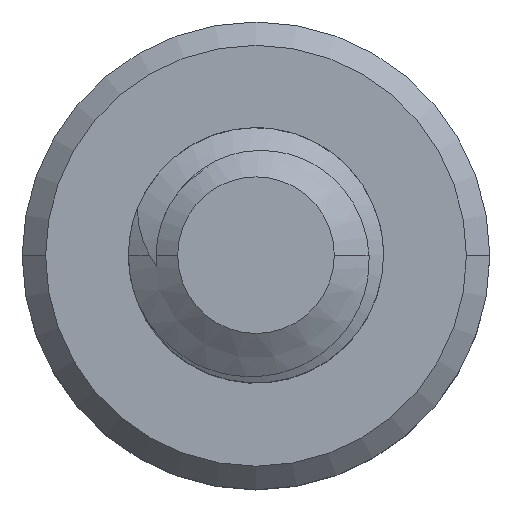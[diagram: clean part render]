
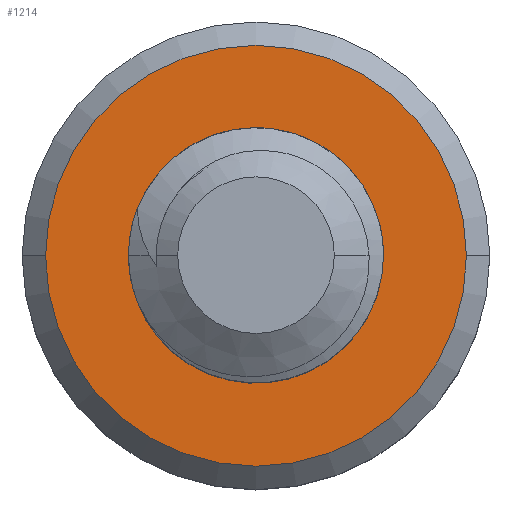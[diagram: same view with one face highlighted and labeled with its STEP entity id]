
A CAD part, top view. The second image highlights one B-rep face of the part: STEP entity #1214.
In plain terms, the highlighted planar face has unit normal (0, 0, 1).
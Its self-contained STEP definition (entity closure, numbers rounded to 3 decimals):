
#64 = B_SPLINE_CURVE_WITH_KNOTS ( 'NONE', 3,
 ( #2483, #1171, #2706, #1398, #104, #1612, #316, #1833, #522, #2042, #743, #2272, #955, #2496, #1182, #2713 ),
 .UNSPECIFIED., .F., .F.,
 ( 4, 2, 2, 2, 2, 2, 2, 4 ),
 ( 0., 0., 0.001, 0.001, 0.002, 0.002, 0.003, 0.003 ),
 .UNSPECIFIED. ) ;
#104 = CARTESIAN_POINT ( 'NONE',  ( -0.649, -1.077, -4. ) ) ;
#117 = EDGE_CURVE ( 'NONE', #1822, #232, #2590, .T. ) ;
#188 = DIRECTION ( 'NONE',  ( 0., 0., -1. ) ) ;
#232 = VERTEX_POINT ( 'NONE', #1982 ) ;
#256 = CARTESIAN_POINT ( 'NONE',  ( 0.84, 1.143, -4. ) ) ;
#265 = EDGE_CURVE ( 'NONE', #726, #1086, #64, .T. ) ;
#291 = EDGE_CURVE ( 'NONE', #942, #726, #2308, .T. ) ;
#316 = CARTESIAN_POINT ( 'NONE',  ( -0.98, -0.856, -4. ) ) ;
#351 = ORIENTED_EDGE ( 'NONE', *, *, #265, .T. ) ;
#357 = CARTESIAN_POINT ( 'NONE',  ( 0., 0., -4. ) ) ;
#377 = ORIENTED_EDGE ( 'NONE', *, *, #1614, .F. ) ;
#440 = CARTESIAN_POINT ( 'NONE',  ( 0.266, 1.478, -4. ) ) ;
#464 = CARTESIAN_POINT ( 'NONE',  ( 1.095, 0.838, -4. ) ) ;
#498 = CARTESIAN_POINT ( 'NONE',  ( 0., 1.5, -4. ) ) ;
#522 = CARTESIAN_POINT ( 'NONE',  ( -1.226, -0.541, -4. ) ) ;
#524 = CIRCLE ( 'NONE', #2364, 1.5 ) ;
#568 = DIRECTION ( 'NONE',  ( -1., 0., 0. ) ) ;
#637 = VERTEX_POINT ( 'NONE', #498 ) ;
#661 = AXIS2_PLACEMENT_3D ( 'NONE', #2367, #1052, #2589 ) ;
#678 = CARTESIAN_POINT ( 'NONE',  ( 1.301, 0.351, -4. ) ) ;
#726 = VERTEX_POINT ( 'NONE', #1437 ) ;
#731 = AXIS2_PLACEMENT_3D ( 'NONE', #1149, #2685, #1375 ) ;
#743 = CARTESIAN_POINT ( 'NONE',  ( -1.423, 0.097, -4. ) ) ;
#794 = AXIS2_PLACEMENT_3D ( 'NONE', #1041, #188, #1707 ) ;
#833 = FACE_OUTER_BOUND ( 'NONE', #1024, .T. ) ;
#897 = CARTESIAN_POINT ( 'NONE',  ( 1.215, -0.312, -4. ) ) ;
#904 = ORIENTED_EDGE ( 'NONE', *, *, #1059, .T. ) ;
#934 = DIRECTION ( 'NONE',  ( 0., 0., 1. ) ) ;
#942 = VERTEX_POINT ( 'NONE', #2746 ) ;
#955 = CARTESIAN_POINT ( 'NONE',  ( -1.322, 0.617, -4. ) ) ;
#1000 = AXIS2_PLACEMENT_3D ( 'NONE', #357, #1876, #568 ) ;
#1024 = EDGE_LOOP ( 'NONE', ( #1986, #1397 ) ) ;
#1041 = CARTESIAN_POINT ( 'NONE',  ( 0., 0., -4. ) ) ;
#1052 = DIRECTION ( 'NONE',  ( 0., 0., 1. ) ) ;
#1059 = EDGE_CURVE ( 'NONE', #637, #942, #1332, .T. ) ;
#1086 = VERTEX_POINT ( 'NONE', #1963 ) ;
#1120 = CARTESIAN_POINT ( 'NONE',  ( 1.017, -0.659, -4. ) ) ;
#1149 = CARTESIAN_POINT ( 'NONE',  ( 0., 0., -4. ) ) ;
#1171 = CARTESIAN_POINT ( 'NONE',  ( -0.133, -1.189, -4. ) ) ;
#1182 = CARTESIAN_POINT ( 'NONE',  ( -1.137, 0.968, -4. ) ) ;
#1202 = EDGE_LOOP ( 'NONE', ( #377, #904, #1523, #351 ) ) ;
#1214 = ADVANCED_FACE ( 'NONE', ( #833, #2009 ), #1914, .F. ) ;
#1220 = EDGE_CURVE ( 'NONE', #232, #1822, #1365, .T. ) ;
#1332 = B_SPLINE_CURVE_WITH_KNOTS ( 'NONE', 3,
 ( #2636, #440, #1547, #256, #1774, #464, #1984, #678, #2212, #897, #2435, #1120, #2660, #1350 ),
 .UNSPECIFIED., .F., .F.,
 ( 4, 2, 2, 2, 2, 2, 4 ),
 ( 0., 0.001, 0.001, 0.002, 0.002, 0.003, 0.003 ),
 .UNSPECIFIED. ) ;
#1350 = CARTESIAN_POINT ( 'NONE',  ( 0.823, -0.839, -4. ) ) ;
#1365 = CIRCLE ( 'NONE', #661, 2.475 ) ;
#1375 = DIRECTION ( 'NONE',  ( 1., 0., 0. ) ) ;
#1397 = ORIENTED_EDGE ( 'NONE', *, *, #117, .T. ) ;
#1398 = CARTESIAN_POINT ( 'NONE',  ( -0.526, -1.125, -4. ) ) ;
#1437 = CARTESIAN_POINT ( 'NONE',  ( 0., -1.175, -4. ) ) ;
#1523 = ORIENTED_EDGE ( 'NONE', *, *, #291, .T. ) ;
#1547 = CARTESIAN_POINT ( 'NONE',  ( 0.522, 1.38, -4. ) ) ;
#1612 = CARTESIAN_POINT ( 'NONE',  ( -0.878, -0.941, -4. ) ) ;
#1614 = EDGE_CURVE ( 'NONE', #637, #1086, #524, .T. ) ;
#1707 = DIRECTION ( 'NONE',  ( -1., 0., 0. ) ) ;
#1721 = CARTESIAN_POINT ( 'NONE',  ( 2.475, 0., -4. ) ) ;
#1774 = CARTESIAN_POINT ( 'NONE',  ( 0.935, 1.048, -4. ) ) ;
#1822 = VERTEX_POINT ( 'NONE', #1721 ) ;
#1833 = CARTESIAN_POINT ( 'NONE',  ( -1.155, -0.655, -4. ) ) ;
#1876 = DIRECTION ( 'NONE',  ( 0., 0., 1. ) ) ;
#1914 = PLANE ( 'NONE',  #794 ) ;
#1963 = CARTESIAN_POINT ( 'NONE',  ( -1.051, 1.07, -4. ) ) ;
#1982 = CARTESIAN_POINT ( 'NONE',  ( -2.475, 0., -4. ) ) ;
#1984 = CARTESIAN_POINT ( 'NONE',  ( 1.161, 0.72, -4. ) ) ;
#1986 = ORIENTED_EDGE ( 'NONE', *, *, #1220, .T. ) ;
#2009 = FACE_BOUND ( 'NONE', #1202, .T. ) ;
#2042 = CARTESIAN_POINT ( 'NONE',  ( -1.387, -0.178, -4. ) ) ;
#2212 = CARTESIAN_POINT ( 'NONE',  ( 1.317, 0.073, -4. ) ) ;
#2252 = CARTESIAN_POINT ( 'NONE',  ( 0., 0., -4. ) ) ;
#2272 = CARTESIAN_POINT ( 'NONE',  ( -1.362, 0.488, -4. ) ) ;
#2308 = CIRCLE ( 'NONE', #731, 1.175 ) ;
#2364 = AXIS2_PLACEMENT_3D ( 'NONE', #2252, #934, #2470 ) ;
#2367 = CARTESIAN_POINT ( 'NONE',  ( 0., 0., -4. ) ) ;
#2435 = CARTESIAN_POINT ( 'NONE',  ( 1.161, -0.435, -4. ) ) ;
#2470 = DIRECTION ( 'NONE',  ( 1., 0., 0. ) ) ;
#2483 = CARTESIAN_POINT ( 'NONE',  ( 0., -1.175, -4. ) ) ;
#2496 = CARTESIAN_POINT ( 'NONE',  ( -1.209, 0.856, -4. ) ) ;
#2589 = DIRECTION ( 'NONE',  ( -1., 0., 0. ) ) ;
#2590 = CIRCLE ( 'NONE', #1000, 2.475 ) ;
#2636 = CARTESIAN_POINT ( 'NONE',  ( 0., 1.5, -4. ) ) ;
#2660 = CARTESIAN_POINT ( 'NONE',  ( 0.93, -0.757, -4. ) ) ;
#2685 = DIRECTION ( 'NONE',  ( 0., 0., -1. ) ) ;
#2706 = CARTESIAN_POINT ( 'NONE',  ( -0.265, -1.182, -4. ) ) ;
#2713 = CARTESIAN_POINT ( 'NONE',  ( -1.051, 1.07, -4. ) ) ;
#2746 = CARTESIAN_POINT ( 'NONE',  ( 0.823, -0.839, -4. ) ) ;
